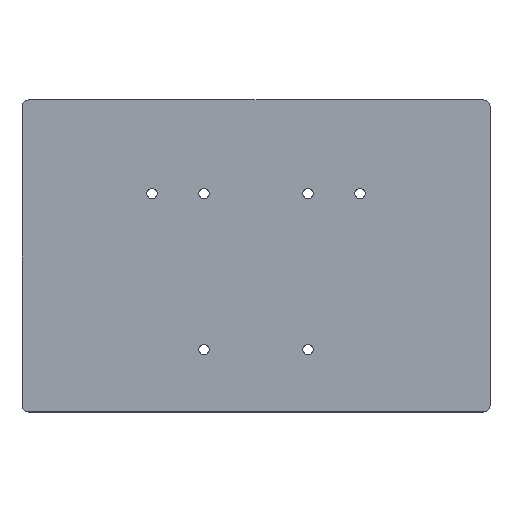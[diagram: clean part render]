
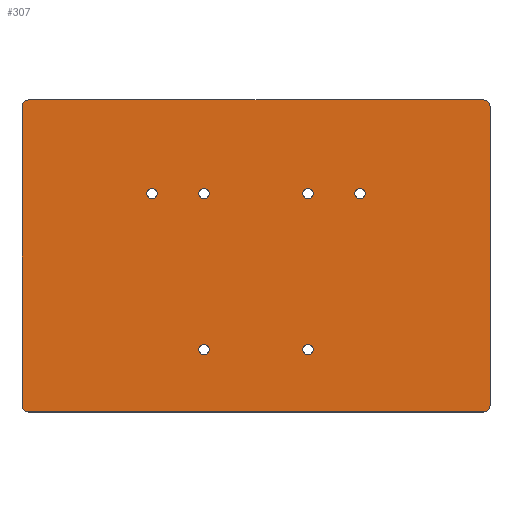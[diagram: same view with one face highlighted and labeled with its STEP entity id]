
A CAD part, top view. The second image highlights one B-rep face of the part: STEP entity #307.
In plain terms, the highlighted planar face has unit normal (0, 0, 1).
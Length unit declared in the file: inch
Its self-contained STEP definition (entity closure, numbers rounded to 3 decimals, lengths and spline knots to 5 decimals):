
#15=FACE_BOUND('',#52,.T.);
#16=FACE_BOUND('',#53,.T.);
#17=FACE_BOUND('',#54,.T.);
#18=FACE_BOUND('',#55,.T.);
#19=FACE_BOUND('',#56,.T.);
#20=FACE_BOUND('',#57,.T.);
#28=PLANE('',#347);
#35=FACE_OUTER_BOUND('',#51,.T.);
#51=EDGE_LOOP('',(#219,#220,#221,#222,#223,#224,#225,#226));
#52=EDGE_LOOP('',(#227));
#53=EDGE_LOOP('',(#228));
#54=EDGE_LOOP('',(#229));
#55=EDGE_LOOP('',(#230));
#56=EDGE_LOOP('',(#231));
#57=EDGE_LOOP('',(#232));
#79=LINE('',#487,#101);
#82=LINE('',#493,#104);
#83=LINE('',#497,#105);
#84=LINE('',#501,#106);
#101=VECTOR('',#391,0.3937);
#104=VECTOR('',#396,0.3937);
#105=VECTOR('',#399,0.3937);
#106=VECTOR('',#402,0.3937);
#121=CIRCLE('',#344,0.125);
#123=CIRCLE('',#348,0.125);
#124=CIRCLE('',#349,0.125);
#125=CIRCLE('',#350,0.125);
#126=CIRCLE('',#351,0.1);
#127=CIRCLE('',#352,0.1);
#128=CIRCLE('',#353,0.1);
#129=CIRCLE('',#354,0.1);
#130=CIRCLE('',#355,0.1);
#131=CIRCLE('',#356,0.1);
#141=VERTEX_POINT('',#477);
#142=VERTEX_POINT('',#478);
#145=VERTEX_POINT('',#486);
#147=VERTEX_POINT('',#492);
#148=VERTEX_POINT('',#494);
#149=VERTEX_POINT('',#496);
#150=VERTEX_POINT('',#498);
#151=VERTEX_POINT('',#500);
#152=VERTEX_POINT('',#503);
#153=VERTEX_POINT('',#505);
#154=VERTEX_POINT('',#507);
#155=VERTEX_POINT('',#509);
#156=VERTEX_POINT('',#511);
#157=VERTEX_POINT('',#513);
#169=EDGE_CURVE('',#141,#142,#121,.T.);
#173=EDGE_CURVE('',#145,#142,#79,.T.);
#176=EDGE_CURVE('',#141,#147,#82,.T.);
#177=EDGE_CURVE('',#148,#147,#123,.T.);
#178=EDGE_CURVE('',#148,#149,#83,.T.);
#179=EDGE_CURVE('',#150,#149,#124,.T.);
#180=EDGE_CURVE('',#150,#151,#84,.T.);
#181=EDGE_CURVE('',#145,#151,#125,.T.);
#182=EDGE_CURVE('',#152,#152,#126,.T.);
#183=EDGE_CURVE('',#153,#153,#127,.T.);
#184=EDGE_CURVE('',#154,#154,#128,.T.);
#185=EDGE_CURVE('',#155,#155,#129,.T.);
#186=EDGE_CURVE('',#156,#156,#130,.T.);
#187=EDGE_CURVE('',#157,#157,#131,.T.);
#219=ORIENTED_EDGE('',*,*,#169,.F.);
#220=ORIENTED_EDGE('',*,*,#176,.T.);
#221=ORIENTED_EDGE('',*,*,#177,.F.);
#222=ORIENTED_EDGE('',*,*,#178,.T.);
#223=ORIENTED_EDGE('',*,*,#179,.F.);
#224=ORIENTED_EDGE('',*,*,#180,.T.);
#225=ORIENTED_EDGE('',*,*,#181,.F.);
#226=ORIENTED_EDGE('',*,*,#173,.T.);
#227=ORIENTED_EDGE('',*,*,#182,.T.);
#228=ORIENTED_EDGE('',*,*,#183,.T.);
#229=ORIENTED_EDGE('',*,*,#184,.T.);
#230=ORIENTED_EDGE('',*,*,#185,.T.);
#231=ORIENTED_EDGE('',*,*,#186,.T.);
#232=ORIENTED_EDGE('',*,*,#187,.T.);
#307=ADVANCED_FACE('',(#35,#15,#16,#17,#18,#19,#20),#28,.T.);
#344=AXIS2_PLACEMENT_3D('',#479,#383,#384);
#347=AXIS2_PLACEMENT_3D('',#491,#394,#395);
#348=AXIS2_PLACEMENT_3D('',#495,#397,#398);
#349=AXIS2_PLACEMENT_3D('',#499,#400,#401);
#350=AXIS2_PLACEMENT_3D('',#502,#403,#404);
#351=AXIS2_PLACEMENT_3D('',#504,#405,#406);
#352=AXIS2_PLACEMENT_3D('',#506,#407,#408);
#353=AXIS2_PLACEMENT_3D('',#508,#409,#410);
#354=AXIS2_PLACEMENT_3D('',#510,#411,#412);
#355=AXIS2_PLACEMENT_3D('',#512,#413,#414);
#356=AXIS2_PLACEMENT_3D('',#514,#415,#416);
#383=DIRECTION('center_axis',(0.,0.,-1.));
#384=DIRECTION('ref_axis',(-0.707,-0.707,0.));
#391=DIRECTION('',(0.,-1.,0.));
#394=DIRECTION('center_axis',(0.,0.,1.));
#395=DIRECTION('ref_axis',(1.,0.,0.));
#396=DIRECTION('',(1.,0.,0.));
#397=DIRECTION('center_axis',(0.,0.,-1.));
#398=DIRECTION('ref_axis',(0.707,-0.707,0.));
#399=DIRECTION('',(0.,1.,0.));
#400=DIRECTION('center_axis',(0.,0.,-1.));
#401=DIRECTION('ref_axis',(0.707,0.707,0.));
#402=DIRECTION('',(-1.,0.,0.));
#403=DIRECTION('center_axis',(0.,0.,-1.));
#404=DIRECTION('ref_axis',(-0.707,0.707,0.));
#405=DIRECTION('center_axis',(0.,0.,-1.));
#406=DIRECTION('ref_axis',(-1.,0.,0.));
#407=DIRECTION('center_axis',(0.,0.,-1.));
#408=DIRECTION('ref_axis',(-1.,0.,0.));
#409=DIRECTION('center_axis',(0.,0.,-1.));
#410=DIRECTION('ref_axis',(-1.,0.,0.));
#411=DIRECTION('center_axis',(0.,0.,-1.));
#412=DIRECTION('ref_axis',(-1.,0.,0.));
#413=DIRECTION('center_axis',(0.,0.,-1.));
#414=DIRECTION('ref_axis',(-1.,0.,0.));
#415=DIRECTION('center_axis',(0.,0.,-1.));
#416=DIRECTION('ref_axis',(-1.,0.,0.));
#477=CARTESIAN_POINT('',(0.125,0.,0.0625));
#478=CARTESIAN_POINT('',(0.,0.125,0.0625));
#479=CARTESIAN_POINT('Origin',(0.125,0.125,0.0625));
#486=CARTESIAN_POINT('',(0.,5.875,0.0625));
#487=CARTESIAN_POINT('',(0.,6.,0.0625));
#491=CARTESIAN_POINT('Origin',(4.5,3.,0.0625));
#492=CARTESIAN_POINT('',(8.875,0.,0.0625));
#493=CARTESIAN_POINT('',(0.,0.,0.0625));
#494=CARTESIAN_POINT('',(9.,0.125,0.0625));
#495=CARTESIAN_POINT('Origin',(8.875,0.125,0.0625));
#496=CARTESIAN_POINT('',(9.,5.875,0.0625));
#497=CARTESIAN_POINT('',(9.,0.,0.0625));
#498=CARTESIAN_POINT('',(8.875,6.,0.0625));
#499=CARTESIAN_POINT('Origin',(8.875,5.875,0.0625));
#500=CARTESIAN_POINT('',(0.125,6.,0.0625));
#501=CARTESIAN_POINT('',(9.,6.,0.0625));
#502=CARTESIAN_POINT('Origin',(0.125,5.875,0.0625));
#503=CARTESIAN_POINT('',(3.6,4.2,0.0625));
#504=CARTESIAN_POINT('Origin',(3.5,4.2,0.0625));
#505=CARTESIAN_POINT('',(3.6,1.2,0.0625));
#506=CARTESIAN_POINT('Origin',(3.5,1.2,0.0625));
#507=CARTESIAN_POINT('',(5.6,1.2,0.0625));
#508=CARTESIAN_POINT('Origin',(5.5,1.2,0.0625));
#509=CARTESIAN_POINT('',(6.6,4.2,0.0625));
#510=CARTESIAN_POINT('Origin',(6.5,4.2,0.0625));
#511=CARTESIAN_POINT('',(5.6,4.2,0.0625));
#512=CARTESIAN_POINT('Origin',(5.5,4.2,0.0625));
#513=CARTESIAN_POINT('',(2.6,4.2,0.0625));
#514=CARTESIAN_POINT('Origin',(2.5,4.2,0.0625));
